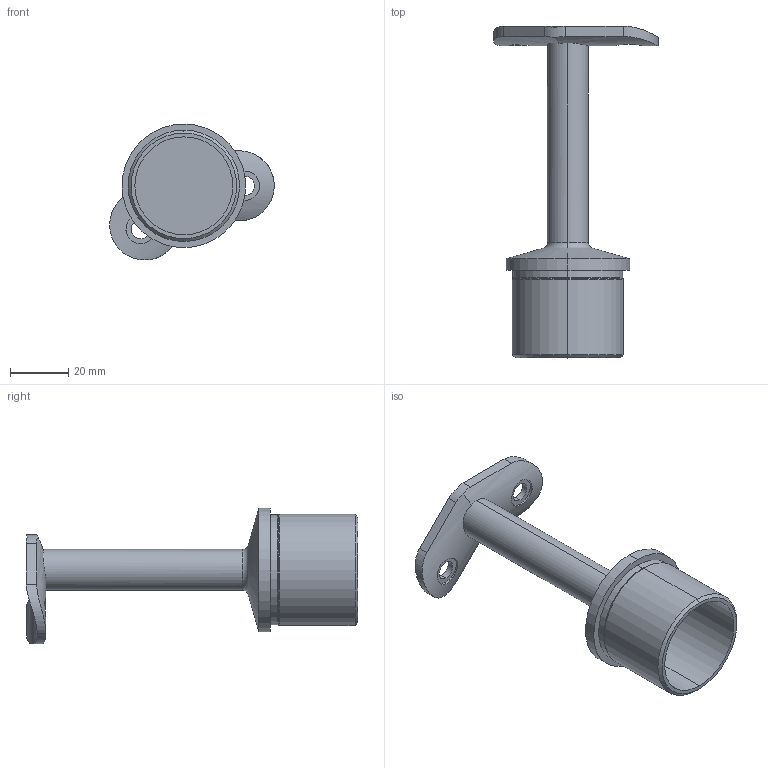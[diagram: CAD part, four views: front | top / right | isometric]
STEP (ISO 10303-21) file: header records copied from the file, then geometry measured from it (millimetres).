
FILE_DESCRIPTION (( 'STEP AP203' ), '1' );
FILE_NAME ('60461-240.STEP', '2016-02-17T14:55:50', ( '' ), ( '' ), 'SwSTEP 2.0', 'SolidWorks 2015', '' );
FILE_SCHEMA (( 'CONFIG_CONTROL_DESIGN' ));
Length unit declared in the file: millimetre
Products named in the file (1): 60461-240
Bounding box: 56.41 x 113.83 x 46.62 mm (x, y, z)
Volume: 30345.7 mm3; surface area: 16330.8 mm2
Topology: 1 solids, 1 shells, 265 faces, 685 edges, 452 vertices
Faces by surface type: plane 111, bspline 90, cylinder 54, cone 6, torus 4
Entity records: 12468 total; most frequent: CARTESIAN_POINT 6552, ORIENTED_EDGE 1370, DIRECTION 924, EDGE_CURVE 685, VERTEX_POINT 452, LINE 320, VECTOR 320, AXIS2_PLACEMENT_3D 302
